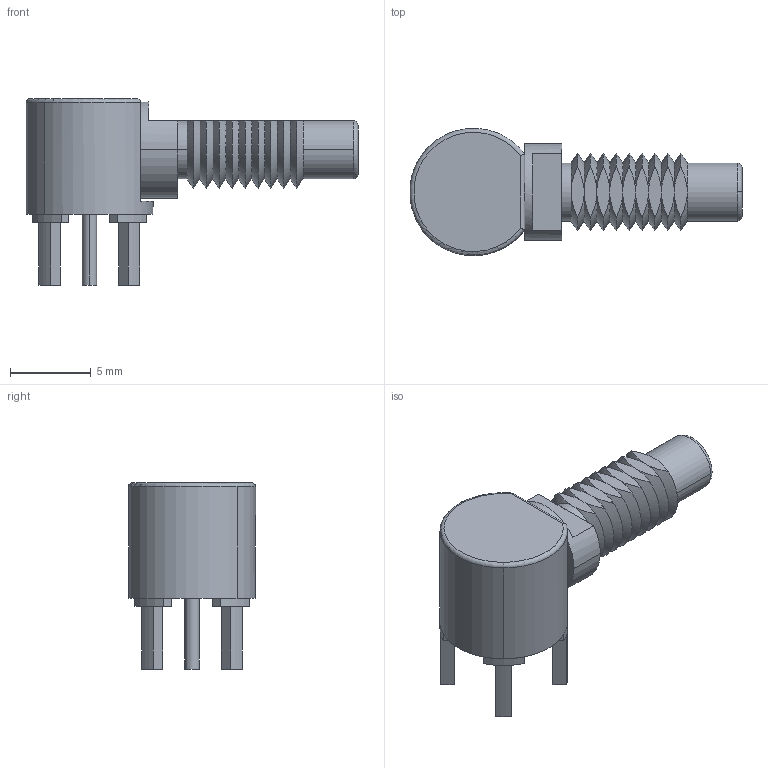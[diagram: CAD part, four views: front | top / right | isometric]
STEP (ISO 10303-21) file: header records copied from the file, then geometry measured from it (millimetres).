
FILE_DESCRIPTION((''),'2;1');
FILE_NAME('JOHNSON_131-6701-341_Part1.stp','2010-02-16T18:02:15',(''),(''),'Mechanical Desktop 2010','Mechanical Desktop 2010',', , ');
FILE_SCHEMA(('AUTOMOTIVE_DESIGN { 1 2 10303 214 1 1 1 1 }'));
Length unit declared in the file: millimetre
Products named in the file (1): Product
Bounding box: 20.59 x 7.88 x 11.57 mm (x, y, z)
Volume: 567.4 mm3; surface area: 1209.1 mm2
Topology: 23 solids, 23 shells, 130 faces, 258 edges, 171 vertices
Faces by surface type: plane 64, cylinder 22, bspline 20, cone 18, torus 5, sphere 1
Entity records: 3426 total; most frequent: CARTESIAN_POINT 758, DIRECTION 535, ORIENTED_EDGE 512, EDGE_CURVE 256, AXIS2_PLACEMENT_3D 206, VERTEX_POINT 171, EDGE_LOOP 133, FACE_OUTER_BOUND 130
